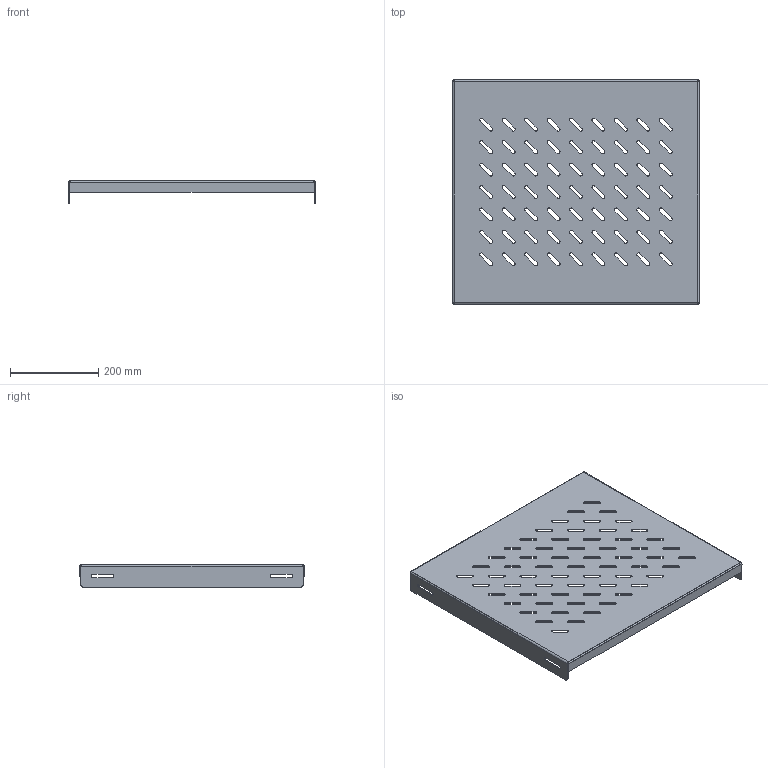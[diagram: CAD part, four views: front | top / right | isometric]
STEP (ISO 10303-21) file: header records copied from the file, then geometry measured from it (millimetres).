
FILE_DESCRIPTION (( 'STEP AP203' ), '1' );
FILE_NAME ('SCE-20VESTS.step', '2021-01-08T15:35:11', ( 'ADC123' ), ( 'Microsoft' ), 'SwSTEP 2.0', 'SolidWorks 2019', '' );
FILE_SCHEMA (( 'CONFIG_CONTROL_DESIGN' ));
Length unit declared in the file: inch
Products named in the file (1): SCE-20VESTS
Bounding box: 558.8 x 508 x 50.8 mm (x, y, z)
Volume: 666749.5 mm3; surface area: 689389.4 mm2
Topology: 1 solids, 1 shells, 314 faces, 904 edges, 592 vertices
Faces by surface type: plane 156, cylinder 150, bspline 8
Entity records: 11143 total; most frequent: CARTESIAN_POINT 2347, ORIENTED_EDGE 1808, DIRECTION 1786, EDGE_CURVE 904, LINE 604, VECTOR 604, VERTEX_POINT 592, AXIS2_PLACEMENT_3D 591
